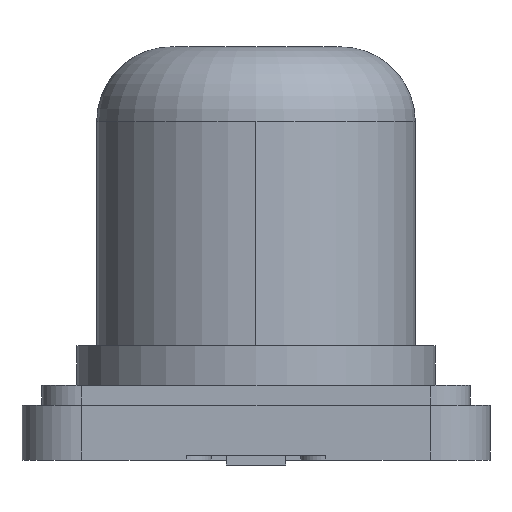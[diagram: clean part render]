
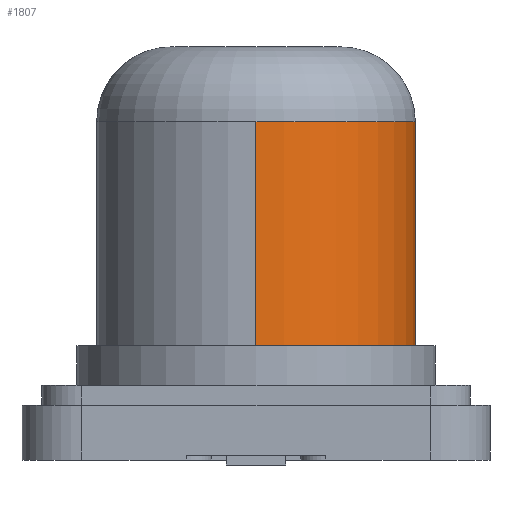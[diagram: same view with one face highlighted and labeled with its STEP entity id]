
A CAD part, left-side view. The second image highlights one B-rep face of the part: STEP entity #1807.
In plain terms, the highlighted cylindrical face has radius 1.6 mm (diameter 3.2 mm), a partial arc.
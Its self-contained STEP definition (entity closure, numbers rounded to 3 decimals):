
#137 = CARTESIAN_POINT ( 'NONE',  ( -3.55, 0., 1.5 ) ) ;
#221 = EDGE_CURVE ( 'NONE', #2651, #2552, #225, .T. ) ;
#225 = CIRCLE ( 'NONE', #3181, 1.6 ) ;
#305 = EDGE_CURVE ( 'NONE', #466, #2912, #3183, .T. ) ;
#402 = DIRECTION ( 'NONE',  ( -1., 0., 0. ) ) ;
#466 = VERTEX_POINT ( 'NONE', #1631 ) ;
#469 = CARTESIAN_POINT ( 'NONE',  ( -3.55, 0., -1.5 ) ) ;
#571 = CARTESIAN_POINT ( 'NONE',  ( -5.15, 0., -1.5 ) ) ;
#642 = DIRECTION ( 'NONE',  ( 0., 0., -1. ) ) ;
#837 = CYLINDRICAL_SURFACE ( 'NONE', #1653, 1.6 ) ;
#982 = ORIENTED_EDGE ( 'NONE', *, *, #305, .T. ) ;
#1021 = VECTOR ( 'NONE', #1223, 1000. ) ;
#1058 = LINE ( 'NONE', #2769, #1829 ) ;
#1223 = DIRECTION ( 'NONE',  ( 0., 0., -1. ) ) ;
#1404 = ORIENTED_EDGE ( 'NONE', *, *, #2591, .F. ) ;
#1502 = FACE_OUTER_BOUND ( 'NONE', #2309, .T. ) ;
#1567 = DIRECTION ( 'NONE',  ( 1., 0., 0. ) ) ;
#1576 = ORIENTED_EDGE ( 'NONE', *, *, #221, .T. ) ;
#1631 = CARTESIAN_POINT ( 'NONE',  ( -3.55, -1.6, 0.75 ) ) ;
#1653 = AXIS2_PLACEMENT_3D ( 'NONE', #137, #642, #402 ) ;
#1709 = DIRECTION ( 'NONE',  ( 0., 0., 1. ) ) ;
#1771 = AXIS2_PLACEMENT_3D ( 'NONE', #2030, #2277, #1567 ) ;
#1797 = LINE ( 'NONE', #2958, #1021 ) ;
#1807 = ADVANCED_FACE ( 'NONE', ( #1502 ), #837, .T. ) ;
#1829 = VECTOR ( 'NONE', #3039, 1000. ) ;
#1920 = CARTESIAN_POINT ( 'NONE',  ( -5.15, 0., 0.75 ) ) ;
#1990 = CARTESIAN_POINT ( 'NONE',  ( -3.55, -1.6, -1.5 ) ) ;
#2030 = CARTESIAN_POINT ( 'NONE',  ( -3.55, 0., 0.75 ) ) ;
#2277 = DIRECTION ( 'NONE',  ( 0., 0., -1. ) ) ;
#2309 = EDGE_LOOP ( 'NONE', ( #982, #2588, #1576, #1404 ) ) ;
#2342 = EDGE_CURVE ( 'NONE', #2912, #2651, #1797, .T. ) ;
#2552 = VERTEX_POINT ( 'NONE', #1990 ) ;
#2588 = ORIENTED_EDGE ( 'NONE', *, *, #2342, .T. ) ;
#2591 = EDGE_CURVE ( 'NONE', #466, #2552, #1058, .T. ) ;
#2651 = VERTEX_POINT ( 'NONE', #571 ) ;
#2769 = CARTESIAN_POINT ( 'NONE',  ( -3.55, -1.6, 1.5 ) ) ;
#2912 = VERTEX_POINT ( 'NONE', #1920 ) ;
#2948 = DIRECTION ( 'NONE',  ( 1., 0., 0. ) ) ;
#2958 = CARTESIAN_POINT ( 'NONE',  ( -5.15, 0., 1.5 ) ) ;
#3039 = DIRECTION ( 'NONE',  ( 0., 0., -1. ) ) ;
#3181 = AXIS2_PLACEMENT_3D ( 'NONE', #469, #1709, #2948 ) ;
#3183 = CIRCLE ( 'NONE', #1771, 1.6 ) ;
